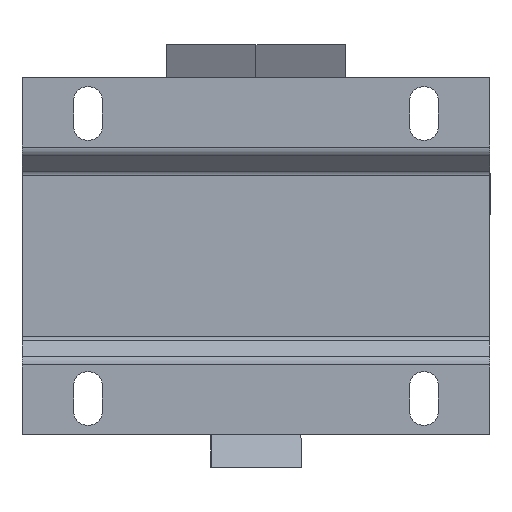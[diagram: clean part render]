
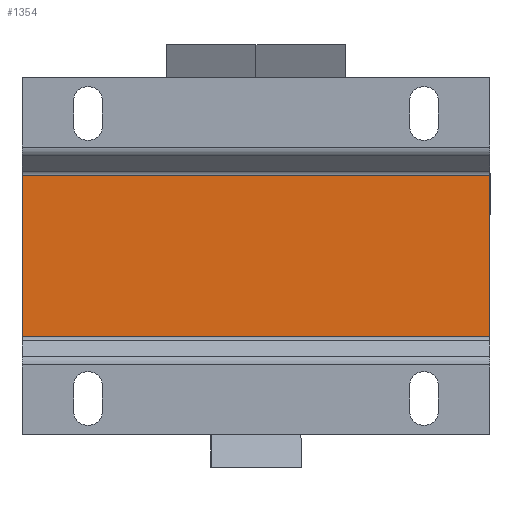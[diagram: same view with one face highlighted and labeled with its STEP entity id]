
A CAD part, front view. The second image highlights one B-rep face of the part: STEP entity #1354.
In plain terms, the highlighted planar face has unit normal (0, -1, 0).
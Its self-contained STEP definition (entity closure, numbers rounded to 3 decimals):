
#247 = CARTESIAN_POINT ( 'NONE',  ( -39., -33.5, 29.75 ) ) ;
#355 = EDGE_CURVE ( 'Defeature ausgef�hrt1_58+Defeature ausgef�hrt1_78+Defeature ausgef�hrt1_60+Defeature ausgef�hrt1_59', #383, #4908, #3930, .T. ) ;
#383 = VERTEX_POINT ( 'NONE', #2539 ) ;
#515 = VECTOR ( 'NONE', #6205, 1000. ) ;
#796 = VECTOR ( 'NONE', #5316, 1000. ) ;
#805 = DIRECTION ( 'NONE',  ( -1., 0., 0. ) ) ;
#821 = LINE ( 'NONE', #247, #3745 ) ;
#908 = CARTESIAN_POINT ( 'NONE',  ( -39., -33.5, -13.422 ) ) ;
#1268 = EDGE_CURVE ( 'Defeature ausgef�hrt1_80+Defeature ausgef�hrt1_78+Defeature ausgef�hrt1_59+Defeature ausgef�hrt1_72', #4908, #2172, #821, .T. ) ;
#1354 = ADVANCED_FACE ( 'Defeature ausgef�hrt1_78', ( #4329 ), #3864, .F. ) ;
#1419 = ORIENTED_EDGE ( 'NONE', *, *, #4595, .F. ) ;
#1678 = ORIENTED_EDGE ( 'NONE', *, *, #2788, .T. ) ;
#2172 = VERTEX_POINT ( 'NONE', #4225 ) ;
#2291 = ORIENTED_EDGE ( 'NONE', *, *, #355, .F. ) ;
#2539 = CARTESIAN_POINT ( 'NONE',  ( 39., -33.5, -13.422 ) ) ;
#2586 = LINE ( 'NONE', #4240, #796 ) ;
#2696 = LINE ( 'NONE', #6470, #6575 ) ;
#2788 = EDGE_CURVE ( 'Defeature ausgef�hrt1_78+Defeature ausgef�hrt1_71+Defeature ausgef�hrt1_79+Defeature ausgef�hrt1_80', #4904, #2172, #2696, .T. ) ;
#2953 = DIRECTION ( 'NONE',  ( 1., 0., 0. ) ) ;
#3745 = VECTOR ( 'NONE', #6466, 1000. ) ;
#3864 = PLANE ( 'NONE',  #6159 ) ;
#3930 = LINE ( 'NONE', #6158, #515 ) ;
#4225 = CARTESIAN_POINT ( 'NONE',  ( -39., -33.5, 13.422 ) ) ;
#4240 = CARTESIAN_POINT ( 'NONE',  ( 39., -33.5, 29.75 ) ) ;
#4329 = FACE_OUTER_BOUND ( 'NONE', #5739, .T. ) ;
#4573 = ORIENTED_EDGE ( 'NONE', *, *, #1268, .F. ) ;
#4595 = EDGE_CURVE ( 'Defeature ausgef�hrt1_79+Defeature ausgef�hrt1_78+Defeature ausgef�hrt1_73+Defeature ausgef�hrt1_60', #4904, #383, #2586, .T. ) ;
#4871 = DIRECTION ( 'NONE',  ( 0., 1., 0. ) ) ;
#4904 = VERTEX_POINT ( 'NONE', #5498 ) ;
#4908 = VERTEX_POINT ( 'NONE', #908 ) ;
#5316 = DIRECTION ( 'NONE',  ( 0., 0., -1. ) ) ;
#5498 = CARTESIAN_POINT ( 'NONE',  ( 39., -33.5, 13.422 ) ) ;
#5739 = EDGE_LOOP ( 'NONE', ( #2291, #1419, #1678, #4573 ) ) ;
#5882 = CARTESIAN_POINT ( 'NONE',  ( 0., -33.5, 0. ) ) ;
#6158 = CARTESIAN_POINT ( 'NONE',  ( 0., -33.5, -13.422 ) ) ;
#6159 = AXIS2_PLACEMENT_3D ( 'NONE', #5882, #4871, #2953 ) ;
#6205 = DIRECTION ( 'NONE',  ( -1., 0., 0. ) ) ;
#6466 = DIRECTION ( 'NONE',  ( 0., 0., 1. ) ) ;
#6470 = CARTESIAN_POINT ( 'NONE',  ( 0., -33.5, 13.422 ) ) ;
#6575 = VECTOR ( 'NONE', #805, 1000. ) ;
